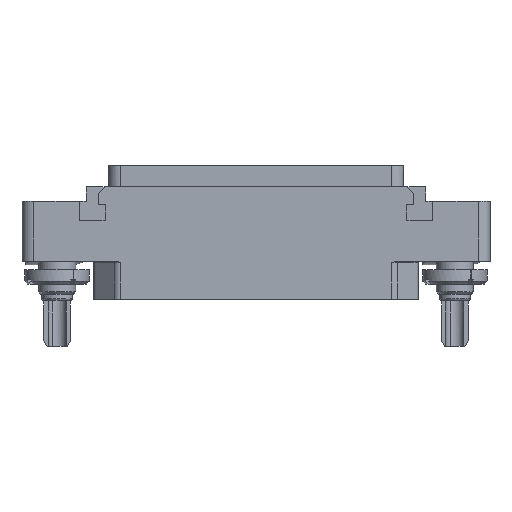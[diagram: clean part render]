
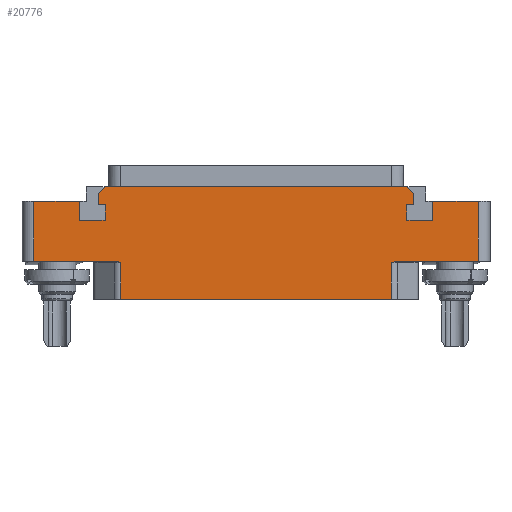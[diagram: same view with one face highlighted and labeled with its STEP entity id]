
A CAD part, top view. The second image highlights one B-rep face of the part: STEP entity #20776.
In plain terms, the highlighted planar face has unit normal (0, 0, 1).
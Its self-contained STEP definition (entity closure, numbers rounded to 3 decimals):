
#1=DIRECTION('',(1.,0.,0.));
#2=VECTOR('',#1,7.8);
#3=CARTESIAN_POINT('',(-38.,10.25,7.));
#4=LINE('',#3,#2);
#5=DIRECTION('',(0.,-1.,0.));
#6=VECTOR('',#5,3.2);
#7=CARTESIAN_POINT('',(-30.2,10.25,7.));
#8=LINE('',#7,#6);
#9=DIRECTION('',(1.,0.,0.));
#10=VECTOR('',#9,4.4);
#11=CARTESIAN_POINT('',(-30.2,7.05,7.));
#12=LINE('',#11,#10);
#13=DIRECTION('',(0.,1.,0.));
#14=VECTOR('',#13,2.6);
#15=CARTESIAN_POINT('',(-25.8,7.05,7.));
#16=LINE('',#15,#14);
#17=DIRECTION('',(-1.,0.,0.));
#18=VECTOR('',#17,1.2);
#19=CARTESIAN_POINT('',(-25.8,9.65,7.));
#20=LINE('',#19,#18);
#21=DIRECTION('',(0.,-1.,0.));
#22=VECTOR('',#21,1.9);
#23=CARTESIAN_POINT('',(-27.,11.55,7.));
#24=LINE('',#23,#22);
#25=DIRECTION('',(1.,0.,0.));
#26=VECTOR('',#25,51.6);
#27=CARTESIAN_POINT('',(-25.8,12.75,7.));
#28=LINE('',#27,#26);
#29=DIRECTION('',(0.,-1.,0.));
#30=VECTOR('',#29,1.9);
#31=CARTESIAN_POINT('',(27.,11.55,7.));
#32=LINE('',#31,#30);
#33=DIRECTION('',(-1.,0.,0.));
#34=VECTOR('',#33,1.2);
#35=CARTESIAN_POINT('',(27.,9.65,7.));
#36=LINE('',#35,#34);
#37=DIRECTION('',(0.,-1.,0.));
#38=VECTOR('',#37,2.6);
#39=CARTESIAN_POINT('',(25.8,9.65,7.));
#40=LINE('',#39,#38);
#41=DIRECTION('',(1.,0.,0.));
#42=VECTOR('',#41,4.4);
#43=CARTESIAN_POINT('',(25.8,7.05,7.));
#44=LINE('',#43,#42);
#45=DIRECTION('',(0.,1.,0.));
#46=VECTOR('',#45,3.2);
#47=CARTESIAN_POINT('',(30.2,7.05,7.));
#48=LINE('',#47,#46);
#49=DIRECTION('',(1.,0.,0.));
#50=VECTOR('',#49,7.8);
#51=CARTESIAN_POINT('',(30.2,10.25,7.));
#52=LINE('',#51,#50);
#110=DIRECTION('',(1.,0.,0.));
#111=VECTOR('',#110,14.082);
#112=CARTESIAN_POINT('',(23.918,0.,7.));
#113=LINE('',#112,#111);
#2423=DIRECTION('',(-1.,0.,0.));
#2424=VECTOR('',#2423,46.236);
#2425=CARTESIAN_POINT('',(23.118,-6.5,7.));
#2426=LINE('',#2425,#2424);
#2514=DIRECTION('',(1.,0.,0.));
#2515=VECTOR('',#2514,14.082);
#2516=CARTESIAN_POINT('',(-38.,0.,7.));
#2517=LINE('',#2516,#2515);
#4693=DIRECTION('',(0.,-1.,0.));
#4694=VECTOR('',#4693,10.25);
#4695=CARTESIAN_POINT('',(-38.,10.25,7.));
#4696=LINE('',#4695,#4694);
#4895=DIRECTION('',(0.707,-0.707,0.));
#4896=VECTOR('',#4895,1.697);
#4897=CARTESIAN_POINT('',(25.8,12.75,7.));
#4898=LINE('',#4897,#4896);
#4923=DIRECTION('',(-0.707,-0.707,0.));
#4924=VECTOR('',#4923,1.697);
#4925=CARTESIAN_POINT('',(-25.8,12.75,7.));
#4926=LINE('',#4925,#4924);
#16281=CARTESIAN_POINT('',(-23.918,0.,7.));
#16282=CARTESIAN_POINT('',(-23.907,0.,7.));
#16283=CARTESIAN_POINT('',(-23.884,0.,7.));
#16284=CARTESIAN_POINT('',(-23.85,-0.002,7.));
#16285=CARTESIAN_POINT('',(-23.814,-0.005,7.));
#16286=CARTESIAN_POINT('',(-23.776,-0.01,7.));
#16287=CARTESIAN_POINT('',(-23.734,-0.016,7.));
#16288=CARTESIAN_POINT('',(-23.688,-0.024,7.));
#16289=CARTESIAN_POINT('',(-23.636,-0.035,7.));
#16290=CARTESIAN_POINT('',(-23.577,-0.049,7.));
#16291=CARTESIAN_POINT('',(-23.515,-0.066,7.));
#16292=CARTESIAN_POINT('',(-23.451,-0.085,7.));
#16293=CARTESIAN_POINT('',(-23.385,-0.106,7.));
#16294=CARTESIAN_POINT('',(-23.318,-0.128,7.));
#16295=CARTESIAN_POINT('',(-23.251,-0.152,7.));
#16296=CARTESIAN_POINT('',(-23.184,-0.176,7.));
#16297=CARTESIAN_POINT('',(-23.14,-0.192,7.));
#16298=CARTESIAN_POINT('',(-23.118,-0.2,7.));
#16300=DIRECTION('',(0.,1.,0.));
#16301=VECTOR('',#16300,6.3);
#16302=CARTESIAN_POINT('',(-23.118,-6.5,7.));
#16303=LINE('',#16302,#16301);
#16376=DIRECTION('',(0.,1.,0.));
#16377=VECTOR('',#16376,6.3);
#16378=CARTESIAN_POINT('',(23.118,-6.5,7.));
#16379=LINE('',#16378,#16377);
#16385=CARTESIAN_POINT('',(23.118,-0.2,7.));
#16386=CARTESIAN_POINT('',(23.14,-0.192,7.));
#16387=CARTESIAN_POINT('',(23.184,-0.176,7.));
#16388=CARTESIAN_POINT('',(23.251,-0.152,7.));
#16389=CARTESIAN_POINT('',(23.318,-0.128,7.));
#16390=CARTESIAN_POINT('',(23.385,-0.106,7.));
#16391=CARTESIAN_POINT('',(23.451,-0.085,7.));
#16392=CARTESIAN_POINT('',(23.515,-0.066,7.));
#16393=CARTESIAN_POINT('',(23.577,-0.049,7.));
#16394=CARTESIAN_POINT('',(23.636,-0.035,7.));
#16395=CARTESIAN_POINT('',(23.688,-0.024,7.));
#16396=CARTESIAN_POINT('',(23.734,-0.016,7.));
#16397=CARTESIAN_POINT('',(23.776,-0.01,7.));
#16398=CARTESIAN_POINT('',(23.814,-0.005,7.));
#16399=CARTESIAN_POINT('',(23.85,-0.002,7.));
#16400=CARTESIAN_POINT('',(23.884,0.,7.));
#16401=CARTESIAN_POINT('',(23.907,0.,7.));
#16402=CARTESIAN_POINT('',(23.918,0.,7.));
#16450=DIRECTION('',(0.,1.,0.));
#16451=VECTOR('',#16450,10.25);
#16452=CARTESIAN_POINT('',(38.,0.,7.));
#16453=LINE('',#16452,#16451);
#16980=CARTESIAN_POINT('',(-30.2,10.25,7.));
#16981=CARTESIAN_POINT('',(-30.2,7.05,7.));
#16982=VERTEX_POINT('',#16980);
#16983=VERTEX_POINT('',#16981);
#16984=CARTESIAN_POINT('',(-25.8,7.05,7.));
#16985=VERTEX_POINT('',#16984);
#16986=CARTESIAN_POINT('',(-25.8,9.65,7.));
#16987=VERTEX_POINT('',#16986);
#16988=CARTESIAN_POINT('',(-27.,9.65,7.));
#16989=VERTEX_POINT('',#16988);
#16990=CARTESIAN_POINT('',(27.,9.65,7.));
#16991=CARTESIAN_POINT('',(25.8,9.65,7.));
#16992=VERTEX_POINT('',#16990);
#16993=VERTEX_POINT('',#16991);
#16994=CARTESIAN_POINT('',(25.8,7.05,7.));
#16995=VERTEX_POINT('',#16994);
#16996=CARTESIAN_POINT('',(30.2,7.05,7.));
#16997=VERTEX_POINT('',#16996);
#16998=CARTESIAN_POINT('',(30.2,10.25,7.));
#16999=VERTEX_POINT('',#16998);
#17004=CARTESIAN_POINT('',(-25.8,12.75,7.));
#17006=VERTEX_POINT('',#17004);
#17008=CARTESIAN_POINT('',(-27.,11.55,7.));
#17010=VERTEX_POINT('',#17008);
#17012=CARTESIAN_POINT('',(25.8,12.75,7.));
#17014=VERTEX_POINT('',#17012);
#17016=CARTESIAN_POINT('',(27.,11.55,7.));
#17018=VERTEX_POINT('',#17016);
#17108=CARTESIAN_POINT('',(38.,0.,7.));
#17109=CARTESIAN_POINT('',(38.,10.25,7.));
#17110=VERTEX_POINT('',#17108);
#17111=VERTEX_POINT('',#17109);
#17116=CARTESIAN_POINT('',(-38.,10.25,7.));
#17117=CARTESIAN_POINT('',(-38.,0.,7.));
#17118=VERTEX_POINT('',#17116);
#17119=VERTEX_POINT('',#17117);
#17321=CARTESIAN_POINT('',(23.118,-6.5,7.));
#17323=VERTEX_POINT('',#17321);
#17324=CARTESIAN_POINT('',(-23.118,-6.5,7.));
#17326=VERTEX_POINT('',#17324);
#17388=CARTESIAN_POINT('',(-23.118,-0.2,7.));
#17389=VERTEX_POINT('',#17388);
#17390=CARTESIAN_POINT('',(-23.918,0.,7.));
#17391=VERTEX_POINT('',#17390);
#17392=CARTESIAN_POINT('',(23.118,-0.2,7.));
#17394=VERTEX_POINT('',#17392);
#17396=CARTESIAN_POINT('',(23.918,0.,7.));
#17398=VERTEX_POINT('',#17396);
#20721=CARTESIAN_POINT('',(0.,0.,7.));
#20722=DIRECTION('',(0.,0.,-1.));
#20723=DIRECTION('',(-1.,0.,0.));
#20724=AXIS2_PLACEMENT_3D('',#20721,#20722,#20723);
#20725=PLANE('',#20724);
#20727=ORIENTED_EDGE('',*,*,#20726,.F.);
#20729=ORIENTED_EDGE('',*,*,#20728,.F.);
#20731=ORIENTED_EDGE('',*,*,#20730,.F.);
#20733=ORIENTED_EDGE('',*,*,#20732,.T.);
#20735=ORIENTED_EDGE('',*,*,#20734,.T.);
#20737=ORIENTED_EDGE('',*,*,#20736,.F.);
#20739=ORIENTED_EDGE('',*,*,#20738,.F.);
#20741=ORIENTED_EDGE('',*,*,#20740,.F.);
#20743=ORIENTED_EDGE('',*,*,#20742,.T.);
#20745=ORIENTED_EDGE('',*,*,#20744,.T.);
#20747=ORIENTED_EDGE('',*,*,#20746,.T.);
#20749=ORIENTED_EDGE('',*,*,#20748,.T.);
#20751=ORIENTED_EDGE('',*,*,#20750,.T.);
#20753=ORIENTED_EDGE('',*,*,#20752,.F.);
#20755=ORIENTED_EDGE('',*,*,#20754,.F.);
#20757=ORIENTED_EDGE('',*,*,#20756,.T.);
#20759=ORIENTED_EDGE('',*,*,#20758,.T.);
#20761=ORIENTED_EDGE('',*,*,#20760,.T.);
#20763=ORIENTED_EDGE('',*,*,#20762,.T.);
#20765=ORIENTED_EDGE('',*,*,#20764,.T.);
#20767=ORIENTED_EDGE('',*,*,#20766,.T.);
#20769=ORIENTED_EDGE('',*,*,#20768,.T.);
#20771=ORIENTED_EDGE('',*,*,#20770,.T.);
#20773=ORIENTED_EDGE('',*,*,#20772,.F.);
#20774=EDGE_LOOP('',(#20727,#20729,#20731,#20733,#20735,#20737,#20739,#20741,
#20743,#20745,#20747,#20749,#20751,#20753,#20755,#20757,#20759,#20761,#20763,
#20765,#20767,#20769,#20771,#20773));
#20775=FACE_OUTER_BOUND('',#20774,.F.);
#20776=ADVANCED_FACE('',(#20775),#20725,.F.);
#16299=B_SPLINE_CURVE_WITH_KNOTS('',3,(#16281,#16282,#16283,#16284,#16285,
#16286,#16287,#16288,#16289,#16290,#16291,#16292,#16293,#16294,#16295,#16296,
#16297,#16298),.UNSPECIFIED.,.F.,.F.,(4,1,1,1,1,1,1,1,1,1,1,1,1,1,1,4),(0.,
0.067,0.133,0.2,0.267,0.333,
0.4,0.467,0.533,0.6,0.667,
0.733,0.8,0.867,0.933,1.),
.UNSPECIFIED.);
#16403=B_SPLINE_CURVE_WITH_KNOTS('',3,(#16385,#16386,#16387,#16388,#16389,
#16390,#16391,#16392,#16393,#16394,#16395,#16396,#16397,#16398,#16399,#16400,
#16401,#16402),.UNSPECIFIED.,.F.,.F.,(4,1,1,1,1,1,1,1,1,1,1,1,1,1,1,4),(0.,
0.067,0.133,0.2,0.267,0.333,
0.4,0.467,0.533,0.6,0.667,
0.733,0.8,0.867,0.933,1.),
.UNSPECIFIED.);
#20726=EDGE_CURVE('',#17398,#17110,#113,.T.);
#20728=EDGE_CURVE('',#17394,#17398,#16403,.T.);
#20730=EDGE_CURVE('',#17323,#17394,#16379,.T.);
#20732=EDGE_CURVE('',#17323,#17326,#2426,.T.);
#20734=EDGE_CURVE('',#17326,#17389,#16303,.T.);
#20736=EDGE_CURVE('',#17391,#17389,#16299,.T.);
#20738=EDGE_CURVE('',#17119,#17391,#2517,.T.);
#20740=EDGE_CURVE('',#17118,#17119,#4696,.T.);
#20742=EDGE_CURVE('',#17118,#16982,#4,.T.);
#20744=EDGE_CURVE('',#16982,#16983,#8,.T.);
#20746=EDGE_CURVE('',#16983,#16985,#12,.T.);
#20748=EDGE_CURVE('',#16985,#16987,#16,.T.);
#20750=EDGE_CURVE('',#16987,#16989,#20,.T.);
#20752=EDGE_CURVE('',#17010,#16989,#24,.T.);
#20754=EDGE_CURVE('',#17006,#17010,#4926,.T.);
#20756=EDGE_CURVE('',#17006,#17014,#28,.T.);
#20758=EDGE_CURVE('',#17014,#17018,#4898,.T.);
#20760=EDGE_CURVE('',#17018,#16992,#32,.T.);
#20762=EDGE_CURVE('',#16992,#16993,#36,.T.);
#20764=EDGE_CURVE('',#16993,#16995,#40,.T.);
#20766=EDGE_CURVE('',#16995,#16997,#44,.T.);
#20768=EDGE_CURVE('',#16997,#16999,#48,.T.);
#20770=EDGE_CURVE('',#16999,#17111,#52,.T.);
#20772=EDGE_CURVE('',#17110,#17111,#16453,.T.);
